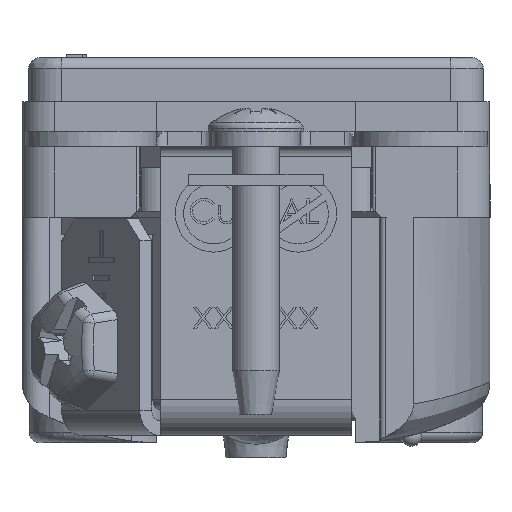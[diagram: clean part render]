
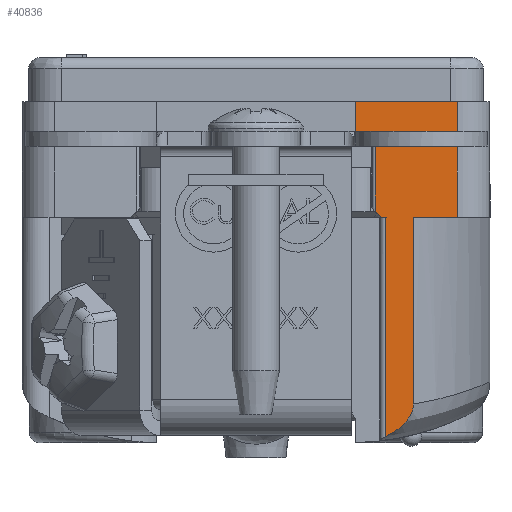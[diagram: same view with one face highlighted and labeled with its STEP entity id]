
A CAD part, front view. The second image highlights one B-rep face of the part: STEP entity #40836.
In plain terms, the highlighted planar face has unit normal (0, -1, 0).
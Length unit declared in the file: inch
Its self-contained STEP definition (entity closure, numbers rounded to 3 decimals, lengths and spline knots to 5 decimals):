
#67 = LINE ( 'NONE', #99768, #29982 ) ;
#2000 = CARTESIAN_POINT ( 'NONE',  ( 0.41815, -1.3825, 0.05118 ) ) ;
#2945 = ORIENTED_EDGE ( 'NONE', *, *, #10951, .T. ) ;
#3166 = CARTESIAN_POINT ( 'NONE',  ( 0.38714, -1.3825, 0.02779 ) ) ;
#4274 = DIRECTION ( 'NONE',  ( 1., 0., 0. ) ) ;
#5738 = EDGE_CURVE ( 'NONE', #26358, #18533, #10849, .T. ) ;
#6238 = LINE ( 'NONE', #48935, #105205 ) ;
#7442 = ORIENTED_EDGE ( 'NONE', *, *, #109805, .T. ) ;
#8134 = CARTESIAN_POINT ( 'NONE',  ( 0.44646, -1.3825, 0.11011 ) ) ;
#8851 = CARTESIAN_POINT ( 'NONE',  ( 0.57112, -1.3825, 0.64 ) ) ;
#9902 = VECTOR ( 'NONE', #116824, 39.37008 ) ;
#10316 = CARTESIAN_POINT ( 'NONE',  ( 0.44388, -1.3825, 0.08951 ) ) ;
#10849 = B_SPLINE_CURVE_WITH_KNOTS ( 'NONE', 3,
 ( #110082, #93406, #12083, #3166, #64261, #100569, #56499, #102895, #28688, #75594, #111832, #19820, #2000, #74415, #10900, #55336, #73834, #66636, #82222, #38187, #92840, #11493, #91670, #10316, #46467, #82804 ),
 .UNSPECIFIED., .F., .F.,
 ( 4, 1, 1, 1, 2, 2, 1, 1, 1, 2, 2, 1, 1, 1, 1, 2, 2, 4 ),
 ( 0., 0.125, 0.1875, 0.21875, 0.23437, 0.25, 0.375, 0.4375, 0.46875, 0.48438, 0.5, 0.625, 0.6875, 0.71875, 0.73438, 0.74219, 0.75, 1. ),
 .UNSPECIFIED. ) ;
#10900 = CARTESIAN_POINT ( 'NONE',  ( 0.41948, -1.3825, 0.05253 ) ) ;
#10951 = EDGE_CURVE ( 'NONE', #30609, #88676, #64400, .T. ) ;
#11493 = CARTESIAN_POINT ( 'NONE',  ( 0.43847, -1.3825, 0.07856 ) ) ;
#12024 = LINE ( 'NONE', #112353, #113978 ) ;
#12083 = CARTESIAN_POINT ( 'NONE',  ( 0.37897, -1.3825, 0.02326 ) ) ;
#12116 = EDGE_CURVE ( 'NONE', #54148, #67393, #12024, .T. ) ;
#12732 = CARTESIAN_POINT ( 'NONE',  ( 0.571, -1.3825, 0.63988 ) ) ;
#13489 = CARTESIAN_POINT ( 'NONE',  ( 0.571, -1.3825, 0.968 ) ) ;
#18533 = VERTEX_POINT ( 'NONE', #19946 ) ;
#19820 = CARTESIAN_POINT ( 'NONE',  ( 0.41675, -1.3825, 0.0498 ) ) ;
#19946 = CARTESIAN_POINT ( 'NONE',  ( 0.44646, -1.3825, 0.11011 ) ) ;
#20551 = EDGE_CURVE ( 'NONE', #87848, #84925, #55017, .T. ) ;
#24166 = CARTESIAN_POINT ( 'NONE',  ( 0.3577, -1.3825, 0.64 ) ) ;
#26074 = DIRECTION ( 'NONE',  ( -1., 0., 0. ) ) ;
#26358 = VERTEX_POINT ( 'NONE', #50672 ) ;
#26444 = VECTOR ( 'NONE', #44983, 39.37008 ) ;
#27902 = DIRECTION ( 'NONE',  ( 0., 0., -1. ) ) ;
#28688 = CARTESIAN_POINT ( 'NONE',  ( 0.39968, -1.3825, 0.03568 ) ) ;
#29982 = VECTOR ( 'NONE', #71843, 39.37008 ) ;
#30609 = VERTEX_POINT ( 'NONE', #78330 ) ;
#31097 = DIRECTION ( 'NONE',  ( 0., 0., -1. ) ) ;
#33202 = ORIENTED_EDGE ( 'NONE', *, *, #79789, .F. ) ;
#33587 = VERTEX_POINT ( 'NONE', #98407 ) ;
#34277 = LINE ( 'NONE', #8134, #9902 ) ;
#35691 = CARTESIAN_POINT ( 'NONE',  ( 0.57112, -1.3825, 0.64 ) ) ;
#37366 = CARTESIAN_POINT ( 'NONE',  ( 0.44646, -1.3825, 0.64 ) ) ;
#38187 = CARTESIAN_POINT ( 'NONE',  ( 0.43775, -1.3825, 0.07714 ) ) ;
#40836 = ADVANCED_FACE ( 'NONE', ( #50057 ), #94681, .T. ) ;
#42400 = DIRECTION ( 'NONE',  ( 0.794, 0., -0.608 ) ) ;
#44983 = DIRECTION ( 'NONE',  ( 1., 0., 0. ) ) ;
#46467 = CARTESIAN_POINT ( 'NONE',  ( 0.44645, -1.3825, 0.09984 ) ) ;
#48935 = CARTESIAN_POINT ( 'NONE',  ( 0.49225, -1.3825, 0.53693 ) ) ;
#49065 = VERTEX_POINT ( 'NONE', #24166 ) ;
#49980 = CARTESIAN_POINT ( 'NONE',  ( 0.281, -1.3825, 0.968 ) ) ;
#50057 = FACE_OUTER_BOUND ( 'NONE', #111263, .T. ) ;
#50136 = EDGE_CURVE ( 'NONE', #49065, #33587, #107001, .T. ) ;
#50672 = CARTESIAN_POINT ( 'NONE',  ( 0.36637, -1.3825, 0.01759 ) ) ;
#54148 = VERTEX_POINT ( 'NONE', #49980 ) ;
#55017 = LINE ( 'NONE', #8851, #26444 ) ;
#55336 = CARTESIAN_POINT ( 'NONE',  ( 0.42399, -1.3825, 0.05719 ) ) ;
#55485 = CARTESIAN_POINT ( 'NONE',  ( 0.33867, -1.3825, 0.671 ) ) ;
#56499 = CARTESIAN_POINT ( 'NONE',  ( 0.39386, -1.3825, 0.03191 ) ) ;
#56659 = CARTESIAN_POINT ( 'NONE',  ( 0.33867, -1.3825, 0.65457 ) ) ;
#59391 = VECTOR ( 'NONE', #26074, 39.37008 ) ;
#59855 = ORIENTED_EDGE ( 'NONE', *, *, #92590, .F. ) ;
#61664 = AXIS2_PLACEMENT_3D ( 'NONE', #70860, #79270, #106552 ) ;
#61785 = DIRECTION ( 'NONE',  ( 1., 0., 0. ) ) ;
#64261 = CARTESIAN_POINT ( 'NONE',  ( 0.39109, -1.3825, 0.03017 ) ) ;
#64400 = LINE ( 'NONE', #55485, #88936 ) ;
#66636 = CARTESIAN_POINT ( 'NONE',  ( 0.43444, -1.3825, 0.07126 ) ) ;
#67393 = VERTEX_POINT ( 'NONE', #13489 ) ;
#69142 = VECTOR ( 'NONE', #61785, 39.37008 ) ;
#69964 = ORIENTED_EDGE ( 'NONE', *, *, #90603, .T. ) ;
#70860 = CARTESIAN_POINT ( 'NONE',  ( 0.45035, -1.3825, 0.6557 ) ) ;
#71051 = ORIENTED_EDGE ( 'NONE', *, *, #50136, .T. ) ;
#71843 = DIRECTION ( 'NONE',  ( 0., 0., 1. ) ) ;
#73834 = CARTESIAN_POINT ( 'NONE',  ( 0.42935, -1.3825, 0.06356 ) ) ;
#74415 = CARTESIAN_POINT ( 'NONE',  ( 0.41907, -1.3825, 0.05211 ) ) ;
#75594 = CARTESIAN_POINT ( 'NONE',  ( 0.40634, -1.3825, 0.04053 ) ) ;
#76055 = ORIENTED_EDGE ( 'NONE', *, *, #12116, .F. ) ;
#78330 = CARTESIAN_POINT ( 'NONE',  ( 0.33867, -1.3825, 0.843 ) ) ;
#79125 = ORIENTED_EDGE ( 'NONE', *, *, #20551, .T. ) ;
#79270 = DIRECTION ( 'NONE',  ( 0., -1., 0. ) ) ;
#79789 = EDGE_CURVE ( 'NONE', #26358, #33587, #67, .T. ) ;
#80930 = VECTOR ( 'NONE', #27902, 39.37008 ) ;
#82222 = CARTESIAN_POINT ( 'NONE',  ( 0.43669, -1.3825, 0.07517 ) ) ;
#82804 = CARTESIAN_POINT ( 'NONE',  ( 0.44646, -1.3825, 0.11011 ) ) ;
#84925 = VERTEX_POINT ( 'NONE', #114666 ) ;
#87848 = VERTEX_POINT ( 'NONE', #37366 ) ;
#88676 = VERTEX_POINT ( 'NONE', #56659 ) ;
#88936 = VECTOR ( 'NONE', #91820, 39.37008 ) ;
#89014 = CARTESIAN_POINT ( 'NONE',  ( 0.31723, -1.3825, 0.843 ) ) ;
#89029 = VERTEX_POINT ( 'NONE', #94599 ) ;
#90603 = EDGE_CURVE ( 'NONE', #18533, #87848, #34277, .T. ) ;
#91670 = CARTESIAN_POINT ( 'NONE',  ( 0.43859, -1.3825, 0.0788 ) ) ;
#91820 = DIRECTION ( 'NONE',  ( 0., 0., -1. ) ) ;
#92590 = EDGE_CURVE ( 'NONE', #30609, #89029, #97319, .T. ) ;
#92840 = CARTESIAN_POINT ( 'NONE',  ( 0.43818, -1.3825, 0.07799 ) ) ;
#93406 = CARTESIAN_POINT ( 'NONE',  ( 0.37153, -1.3825, 0.01976 ) ) ;
#94599 = CARTESIAN_POINT ( 'NONE',  ( 0.281, -1.3825, 0.843 ) ) ;
#94681 = PLANE ( 'NONE',  #61664 ) ;
#95126 = ORIENTED_EDGE ( 'NONE', *, *, #115152, .T. ) ;
#97319 = LINE ( 'NONE', #89014, #59391 ) ;
#98407 = CARTESIAN_POINT ( 'NONE',  ( 0.36637, -1.3825, 0.64 ) ) ;
#99768 = CARTESIAN_POINT ( 'NONE',  ( 0.36637, -1.3825, 0.01759 ) ) ;
#100569 = CARTESIAN_POINT ( 'NONE',  ( 0.39276, -1.3825, 0.03121 ) ) ;
#101231 = LINE ( 'NONE', #12732, #104223 ) ;
#102895 = CARTESIAN_POINT ( 'NONE',  ( 0.39437, -1.3825, 0.03223 ) ) ;
#104223 = VECTOR ( 'NONE', #31097, 39.37008 ) ;
#105205 = VECTOR ( 'NONE', #42400, 39.37008 ) ;
#106552 = DIRECTION ( 'NONE',  ( -1., 0., 0. ) ) ;
#107001 = LINE ( 'NONE', #35691, #69142 ) ;
#108791 = ORIENTED_EDGE ( 'NONE', *, *, #5738, .T. ) ;
#109305 = CARTESIAN_POINT ( 'NONE',  ( 0.281, -1.3825, 0.63988 ) ) ;
#109805 = EDGE_CURVE ( 'NONE', #54148, #89029, #117048, .T. ) ;
#110082 = CARTESIAN_POINT ( 'NONE',  ( 0.36637, -1.3825, 0.01759 ) ) ;
#110184 = ORIENTED_EDGE ( 'NONE', *, *, #117333, .F. ) ;
#111263 = EDGE_LOOP ( 'NONE', ( #33202, #108791, #69964, #79125, #110184, #76055, #7442, #59855, #2945, #95126, #71051 ) ) ;
#111832 = CARTESIAN_POINT ( 'NONE',  ( 0.4134, -1.3825, 0.04664 ) ) ;
#112353 = CARTESIAN_POINT ( 'NONE',  ( -0.66412, -1.3825, 0.968 ) ) ;
#113978 = VECTOR ( 'NONE', #4274, 39.37008 ) ;
#114666 = CARTESIAN_POINT ( 'NONE',  ( 0.571, -1.3825, 0.64 ) ) ;
#115152 = EDGE_CURVE ( 'NONE', #88676, #49065, #6238, .T. ) ;
#116824 = DIRECTION ( 'NONE',  ( 0., 0., 1. ) ) ;
#117048 = LINE ( 'NONE', #109305, #80930 ) ;
#117333 = EDGE_CURVE ( 'NONE', #67393, #84925, #101231, .T. ) ;
